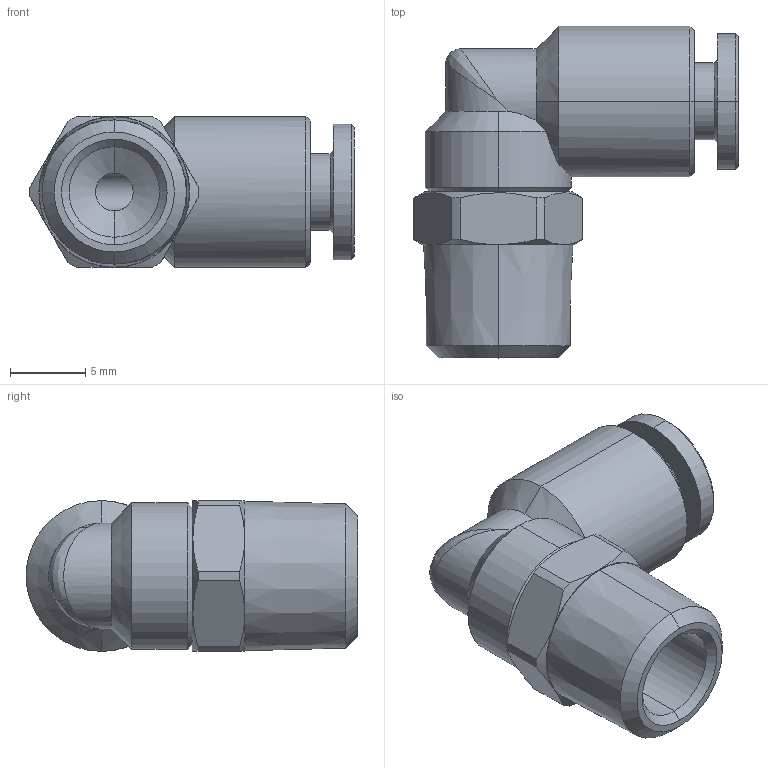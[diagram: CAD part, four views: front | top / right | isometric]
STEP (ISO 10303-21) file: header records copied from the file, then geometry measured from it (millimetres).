
FILE_DESCRIPTION (( 'STEP AP203' ), '1' );
FILE_NAME ('B0060011.STEP', '2012-08-22T09:29:03', ( '' ), ( 'sopra-pneumatic' ), 'SwSTEP 2.0', 'SolidWorks 2011', '' );
FILE_SCHEMA (( 'CONFIG_CONTROL_DESIGN' ));
Length unit declared in the file: millimetre
Products named in the file (1): B0060011
Bounding box: 21.5 x 22 x 10 mm (x, y, z)
Volume: 1722.2 mm3; surface area: 1605.6 mm2
Topology: 1 solids, 3 shells, 81 faces, 184 edges, 112 vertices
Faces by surface type: cone 32, cylinder 29, plane 19, bspline 1
Entity records: 2498 total; most frequent: CARTESIAN_POINT 627, DIRECTION 389, ORIENTED_EDGE 364, EDGE_CURVE 182, AXIS2_PLACEMENT_3D 162, VERTEX_POINT 112, EDGE_LOOP 88, CIRCLE 81
